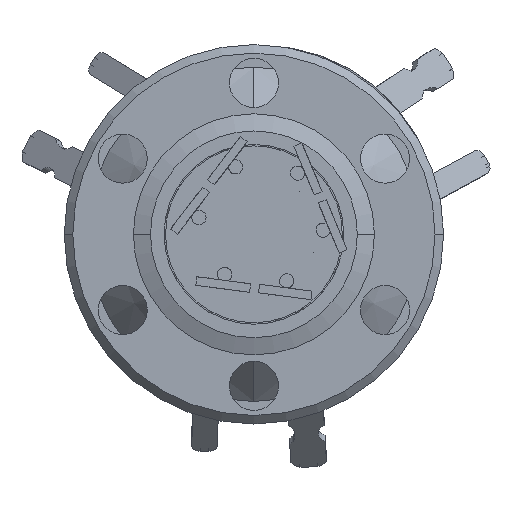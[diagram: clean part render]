
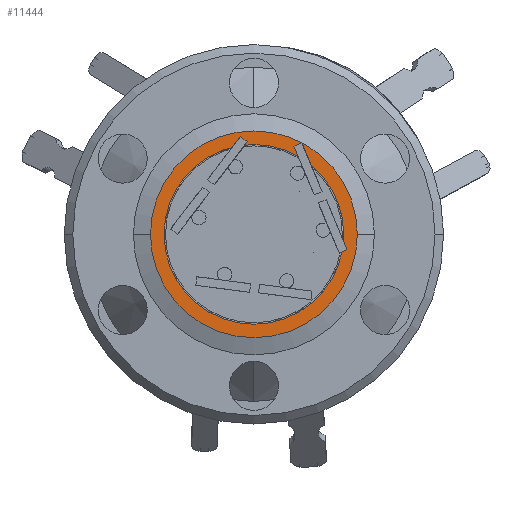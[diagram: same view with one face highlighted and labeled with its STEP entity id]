
A CAD part, front view. The second image highlights one B-rep face of the part: STEP entity #11444.
In plain terms, the highlighted planar face has unit normal (0, -1, 0).
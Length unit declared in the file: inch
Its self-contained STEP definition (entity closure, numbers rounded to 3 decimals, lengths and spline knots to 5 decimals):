
#1428 = CARTESIAN_POINT ( 'NONE',  ( 0., 0.052, 0. ) ) ;
#1429 = DIRECTION ( 'NONE',  ( 0., -1., 0. ) ) ;
#1430 = DIRECTION ( 'NONE',  ( 0., 0., 1. ) ) ;
#3205 = CIRCLE ( 'NONE', #3208, 0.315 ) ;
#3208 = AXIS2_PLACEMENT_3D ( 'NONE', #1428, #1429, #1430 ) ;
#5932 = CARTESIAN_POINT ( 'NONE',  ( 0., 0.052, 0. ) ) ;
#5934 = DIRECTION ( 'NONE',  ( 0., -1., 0. ) ) ;
#5936 = DIRECTION ( 'NONE',  ( 1., 0., 0. ) ) ;
#6096 = CARTESIAN_POINT ( 'NONE',  ( 0., 0.052, 0. ) ) ;
#6098 = DIRECTION ( 'NONE',  ( 0., -1., 0. ) ) ;
#6100 = DIRECTION ( 'NONE',  ( 1., 0., 0. ) ) ;
#6118 = CARTESIAN_POINT ( 'NONE',  ( 0., 0.052, 0. ) ) ;
#6120 = DIRECTION ( 'NONE',  ( 0., -1., 0. ) ) ;
#6121 = DIRECTION ( 'NONE',  ( 0., 0., 1. ) ) ;
#6600 = ORIENTED_EDGE ( 'NONE', *, *, #11228, .F. ) ;
#6603 = ORIENTED_EDGE ( 'NONE', *, *, #11831, .F. ) ;
#6607 = ORIENTED_EDGE ( 'NONE', *, *, #11205, .T. ) ;
#6609 = ORIENTED_EDGE ( 'NONE', *, *, #11225, .T. ) ;
#7470 = CARTESIAN_POINT ( 'NONE',  ( 0., 0.052, 0. ) ) ;
#7474 = FACE_OUTER_BOUND ( 'NONE', #13807, .T. ) ;
#7475 = FACE_BOUND ( 'NONE', #13509, .T. ) ;
#7476 = PLANE ( 'NONE',  #7571 ) ;
#7478 = DIRECTION ( 'NONE',  ( 0., 1., 0. ) ) ;
#7479 = DIRECTION ( 'NONE',  ( -1., 0., 0. ) ) ;
#7571 = AXIS2_PLACEMENT_3D ( 'NONE', #7470, #7478, #7479 ) ;
#8089 = AXIS2_PLACEMENT_3D ( 'NONE', #6118, #6120, #6121 ) ;
#8098 = AXIS2_PLACEMENT_3D ( 'NONE', #6096, #6098, #6100 ) ;
#8103 = CARTESIAN_POINT ( 'NONE',  ( 0., 0.052, -0.315 ) ) ;
#8104 = CIRCLE ( 'NONE', #8098, 0.3625 ) ;
#8105 = CARTESIAN_POINT ( 'NONE',  ( 0., 0.052, 0.315 ) ) ;
#8107 = CARTESIAN_POINT ( 'NONE',  ( 0.3625, 0.052, 0. ) ) ;
#8109 = CARTESIAN_POINT ( 'NONE',  ( -0.3625, 0.052, 0. ) ) ;
#8123 = CIRCLE ( 'NONE', #8089, 0.315 ) ;
#8162 = AXIS2_PLACEMENT_3D ( 'NONE', #5932, #5934, #5936 ) ;
#8168 = CIRCLE ( 'NONE', #8162, 0.3625 ) ;
#10352 = VERTEX_POINT ( 'NONE', #8109 ) ;
#10353 = VERTEX_POINT ( 'NONE', #8107 ) ;
#10354 = VERTEX_POINT ( 'NONE', #8105 ) ;
#10355 = VERTEX_POINT ( 'NONE', #8103 ) ;
#11205 = EDGE_CURVE ( 'NONE', #10352, #10353, #8168, .T. ) ;
#11225 = EDGE_CURVE ( 'NONE', #10353, #10352, #8104, .T. ) ;
#11228 = EDGE_CURVE ( 'NONE', #10355, #10354, #8123, .T. ) ;
#11444 = ADVANCED_FACE ( 'NONE', ( #7474, #7475 ), #7476, .F. ) ;
#11831 = EDGE_CURVE ( 'NONE', #10354, #10355, #3205, .T. ) ;
#13509 = EDGE_LOOP ( 'NONE', ( #6603, #6600 ) ) ;
#13807 = EDGE_LOOP ( 'NONE', ( #6609, #6607 ) ) ;
